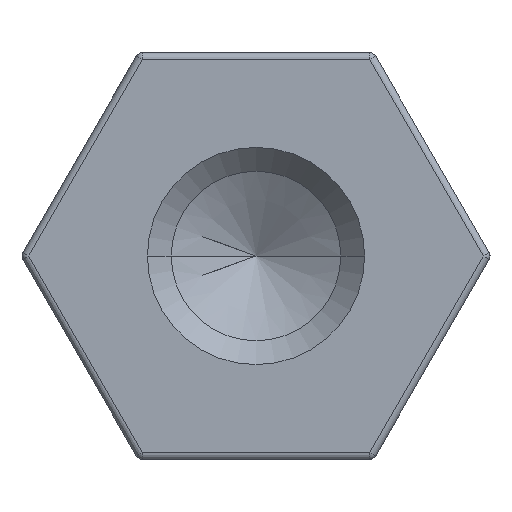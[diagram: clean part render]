
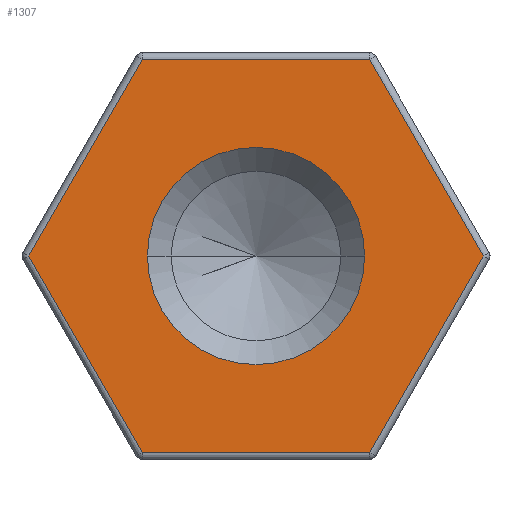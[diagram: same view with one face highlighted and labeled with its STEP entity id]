
A CAD part, left-side view. The second image highlights one B-rep face of the part: STEP entity #1307.
In plain terms, the highlighted planar face has unit normal (-1, 0, 0).
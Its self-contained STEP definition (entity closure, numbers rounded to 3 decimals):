
#37 = DIRECTION ( 'NONE',  ( 0., -1., 0. ) ) ;
#73 = AXIS2_PLACEMENT_3D ( 'NONE', #1119, #1114, #1113 ) ;
#97 = VERTEX_POINT ( 'NONE', #812 ) ;
#111 = AXIS2_PLACEMENT_3D ( 'NONE', #222, #211, #233 ) ;
#139 = AXIS2_PLACEMENT_3D ( 'NONE', #973, #1173, #581 ) ;
#152 = CARTESIAN_POINT ( 'NONE',  ( 0., 1.6, 0. ) ) ;
#169 = ORIENTED_EDGE ( 'NONE', *, *, #369, .T. ) ;
#175 = ORIENTED_EDGE ( 'NONE', *, *, #372, .T. ) ;
#177 = LINE ( 'NONE', #1111, #1258 ) ;
#211 = DIRECTION ( 'NONE',  ( 1., 0., 0. ) ) ;
#222 = CARTESIAN_POINT ( 'NONE',  ( 0., 0., 0. ) ) ;
#233 = DIRECTION ( 'NONE',  ( 0., 1., 0. ) ) ;
#242 = CARTESIAN_POINT ( 'NONE',  ( 0., 3.349, 0. ) ) ;
#252 = CARTESIAN_POINT ( 'NONE',  ( 0., -2.511, 1.45 ) ) ;
#263 = DIRECTION ( 'NONE',  ( 0., 0.5, 0.866 ) ) ;
#275 = DIRECTION ( 'NONE',  ( 0., 1., 0. ) ) ;
#302 = CARTESIAN_POINT ( 'NONE',  ( 0., 0., 2.9 ) ) ;
#351 = VECTOR ( 'NONE', #263, 1000. ) ;
#369 = EDGE_CURVE ( 'NONE', #749, #909, #952, .T. ) ;
#372 = EDGE_CURVE ( 'NONE', #1207, #97, #1186, .T. ) ;
#376 = EDGE_CURVE ( 'NONE', #909, #1193, #1371, .T. ) ;
#458 = EDGE_CURVE ( 'NONE', #97, #1207, #1201, .T. ) ;
#509 = VECTOR ( 'NONE', #1042, 1000. ) ;
#523 = EDGE_CURVE ( 'NONE', #1011, #571, #825, .T. ) ;
#530 = EDGE_CURVE ( 'NONE', #571, #749, #1275, .T. ) ;
#531 = CARTESIAN_POINT ( 'NONE',  ( 0., 1.674, -2.9 ) ) ;
#533 = EDGE_CURVE ( 'NONE', #1193, #647, #177, .T. ) ;
#539 = EDGE_CURVE ( 'NONE', #647, #1011, #800, .T. ) ;
#571 = VERTEX_POINT ( 'NONE', #860 ) ;
#581 = DIRECTION ( 'NONE',  ( 0., 1., 0. ) ) ;
#588 = ORIENTED_EDGE ( 'NONE', *, *, #539, .T. ) ;
#642 = CARTESIAN_POINT ( 'NONE',  ( 0., -1.674, 2.9 ) ) ;
#647 = VERTEX_POINT ( 'NONE', #242 ) ;
#684 = ORIENTED_EDGE ( 'NONE', *, *, #458, .T. ) ;
#749 = VERTEX_POINT ( 'NONE', #770 ) ;
#770 = CARTESIAN_POINT ( 'NONE',  ( 0., -3.349, 0. ) ) ;
#774 = VECTOR ( 'NONE', #1191, 1000. ) ;
#800 = LINE ( 'NONE', #1045, #774 ) ;
#812 = CARTESIAN_POINT ( 'NONE',  ( 0., -1.6, 0. ) ) ;
#819 = ORIENTED_EDGE ( 'NONE', *, *, #523, .T. ) ;
#825 = LINE ( 'NONE', #1105, #1037 ) ;
#860 = CARTESIAN_POINT ( 'NONE',  ( 0., -1.674, -2.9 ) ) ;
#875 = FACE_BOUND ( 'NONE', #1205, .T. ) ;
#893 = VECTOR ( 'NONE', #275, 1000. ) ;
#909 = VERTEX_POINT ( 'NONE', #642 ) ;
#926 = EDGE_LOOP ( 'NONE', ( #169, #1308, #1206, #588, #819, #1143 ) ) ;
#952 = LINE ( 'NONE', #252, #351 ) ;
#973 = CARTESIAN_POINT ( 'NONE',  ( 0., 0., 0. ) ) ;
#1011 = VERTEX_POINT ( 'NONE', #531 ) ;
#1036 = DIRECTION ( 'NONE',  ( 0., 0.5, -0.866 ) ) ;
#1037 = VECTOR ( 'NONE', #37, 1000. ) ;
#1042 = DIRECTION ( 'NONE',  ( 0., -0.5, 0.866 ) ) ;
#1045 = CARTESIAN_POINT ( 'NONE',  ( 0., 2.511, -1.45 ) ) ;
#1079 = CARTESIAN_POINT ( 'NONE',  ( 0., -2.511, -1.45 ) ) ;
#1105 = CARTESIAN_POINT ( 'NONE',  ( 0., 0., -2.9 ) ) ;
#1111 = CARTESIAN_POINT ( 'NONE',  ( 0., 2.511, 1.45 ) ) ;
#1113 = DIRECTION ( 'NONE',  ( 0., 1., 0. ) ) ;
#1114 = DIRECTION ( 'NONE',  ( 1., 0., 0. ) ) ;
#1119 = CARTESIAN_POINT ( 'NONE',  ( 0., 0., 0. ) ) ;
#1143 = ORIENTED_EDGE ( 'NONE', *, *, #530, .T. ) ;
#1161 = CARTESIAN_POINT ( 'NONE',  ( 0., 1.674, 2.9 ) ) ;
#1173 = DIRECTION ( 'NONE',  ( 1., 0., 0. ) ) ;
#1186 = CIRCLE ( 'NONE', #111, 1.6 ) ;
#1191 = DIRECTION ( 'NONE',  ( 0., -0.5, -0.866 ) ) ;
#1193 = VERTEX_POINT ( 'NONE', #1161 ) ;
#1201 = CIRCLE ( 'NONE', #73, 1.6 ) ;
#1205 = EDGE_LOOP ( 'NONE', ( #175, #684 ) ) ;
#1206 = ORIENTED_EDGE ( 'NONE', *, *, #533, .T. ) ;
#1207 = VERTEX_POINT ( 'NONE', #152 ) ;
#1258 = VECTOR ( 'NONE', #1036, 1000. ) ;
#1275 = LINE ( 'NONE', #1079, #509 ) ;
#1307 = ADVANCED_FACE ( 'NONE', ( #1381, #875 ), #1416, .F. ) ;
#1308 = ORIENTED_EDGE ( 'NONE', *, *, #376, .T. ) ;
#1371 = LINE ( 'NONE', #302, #893 ) ;
#1381 = FACE_OUTER_BOUND ( 'NONE', #926, .T. ) ;
#1416 = PLANE ( 'NONE',  #139 ) ;
